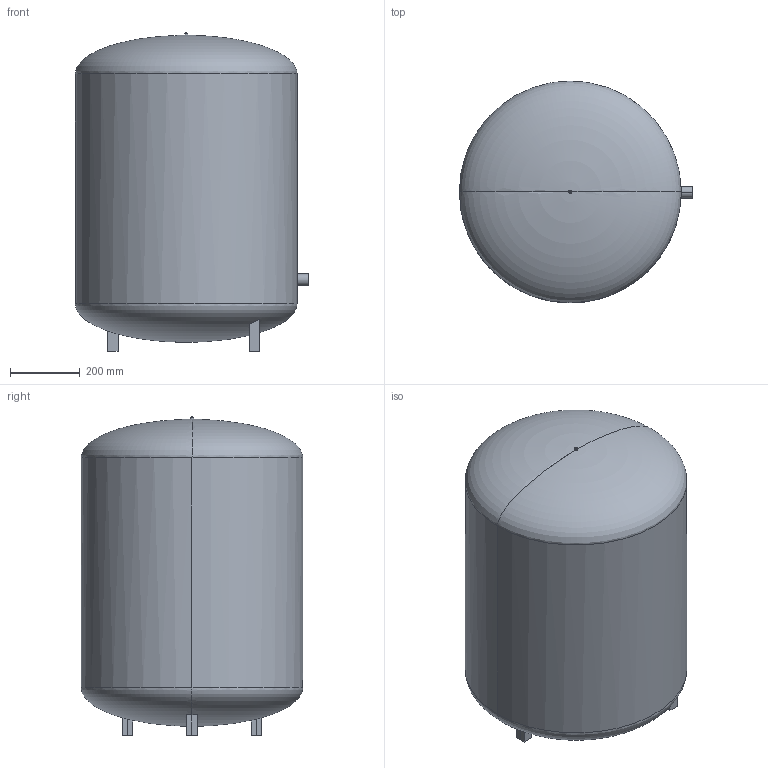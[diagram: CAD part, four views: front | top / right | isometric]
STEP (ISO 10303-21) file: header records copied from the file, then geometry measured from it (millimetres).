
FILE_DESCRIPTION(('CATIA V5 STEP Exchange'),'2;1');
FILE_NAME('STEP_556250_-_TST.stp','2019-04-29T06:50:34+00:00',('none'),('none'),'CATIA Version 5-6 Release 2016 SP4','CATIA V5 STEP AP203','none');
FILE_SCHEMA(('CONFIG_CONTROL_DESIGN'));
Length unit declared in the file: millimetre
Products named in the file (1): 556250 - TST
Bounding box: 667 x 634 x 911.6 mm (x, y, z)
Volume: 254246943.3 mm3; surface area: 2111725 mm2
Topology: 2 solids, 2 shells, 39 faces, 91 edges, 54 vertices
Faces by surface type: plane 27, cylinder 6, bspline 4, sphere 2
Entity records: 5690 total; most frequent: CARTESIAN_POINT 4869, ORIENTED_EDGE 174, DIRECTION 128, EDGE_CURVE 87, VERTEX_POINT 54, VECTOR 48, LINE 48, AXIS2_PLACEMENT_3D 44
